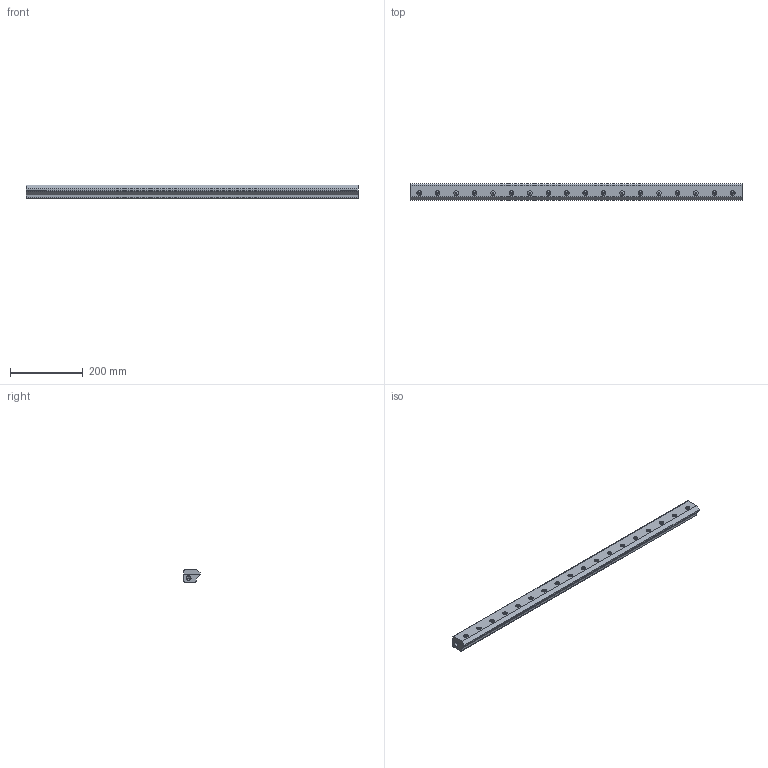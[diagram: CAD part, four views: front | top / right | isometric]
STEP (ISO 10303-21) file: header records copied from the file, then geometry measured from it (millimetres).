
FILE_DESCRIPTION((''),'2;1');
FILE_NAME('110036.stp','2008-09-02T16:48:54',('Dan Preston'),(''),'Autodesk Inventor 2009','Autodesk Inventor 2009','');
FILE_SCHEMA(('AUTOMOTIVE_DESIGN { 1 0 10303 214 1 1 1 1 }'));
Length unit declared in the file: inch
Products named in the file (21): 110036; 1100361; 1100362; 1100363; 1100364; 1100365; 1100366; 1100367; 1100368; 1100369; 11003610; 11003611; 11003612; 11003613; 11003614; 11003615; 11003616; 11003617; 11003618; 11003619; 11003620
Assembly tree (20 placements, depth 2):
  110036
    1100361
    1100362
    1100363
    1100364
    1100365
    1100366
    1100367
    1100368
    1100369
    11003610
    11003611
    11003612
    11003613
    11003614
    11003615
    11003616
    11003617
    11003618
    11003619
    11003620
Bounding box: 914.4 x 44.44 x 36.69 mm (x, y, z)
Volume: 1259574.3 mm3; surface area: 241030.3 mm2
Topology: 20 solids, 20 shells, 358 faces, 779 edges, 519 vertices
Faces by surface type: plane 214, cylinder 94, bspline 30, cone 20
Full cylindrical faces by diameter (mm): 5.105 x18, 6.35 x18, 7.163 x18, 10.999 x1, 11.1 x18, 12.7 x18
Entity records: 10361 total; most frequent: CARTESIAN_POINT 2427, DIRECTION 1574, ORIENTED_EDGE 1196, EDGE_LOOP 626, AXIS2_PLACEMENT_3D 607, EDGE_CURVE 598, VERTEX_POINT 476, VECTOR 360
